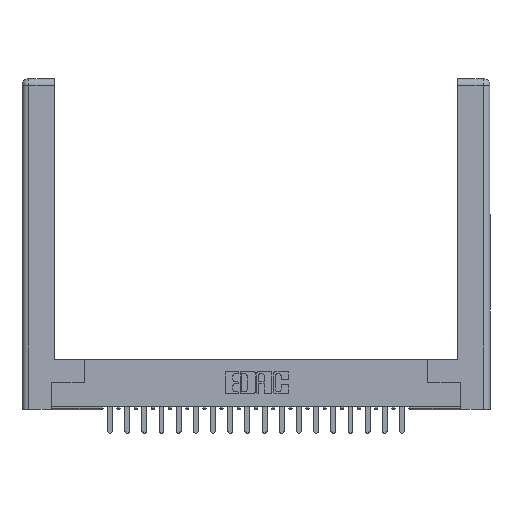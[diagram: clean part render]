
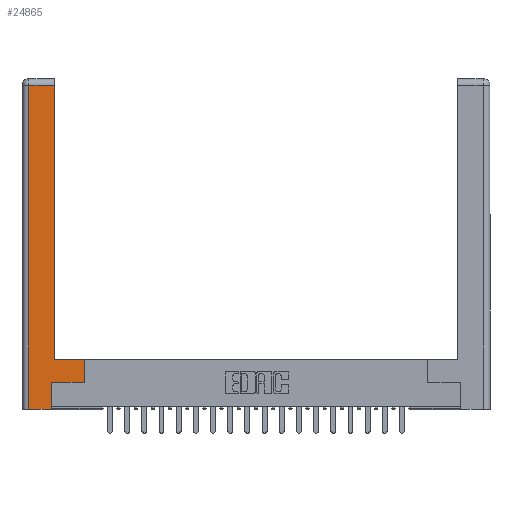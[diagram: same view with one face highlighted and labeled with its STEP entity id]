
A CAD part, top view. The second image highlights one B-rep face of the part: STEP entity #24865.
In plain terms, the highlighted planar face has unit normal (0, 0, 1).
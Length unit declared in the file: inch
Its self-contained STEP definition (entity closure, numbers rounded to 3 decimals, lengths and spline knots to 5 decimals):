
#321 = EDGE_CURVE ( 'NONE', #4947, #9612, #4909, .T. ) ;
#1761 = VECTOR ( 'NONE', #5207, 39.37008 ) ;
#1928 = VECTOR ( 'NONE', #18236, 39.37008 ) ;
#2101 = CARTESIAN_POINT ( 'NONE',  ( 0.265, 0., 0. ) ) ;
#2122 = CARTESIAN_POINT ( 'NONE',  ( 0.0615, 0., 0. ) ) ;
#2976 = LINE ( 'NONE', #4366, #20168 ) ;
#3071 = ORIENTED_EDGE ( 'NONE', *, *, #13145, .T. ) ;
#3261 = AXIS2_PLACEMENT_3D ( 'NONE', #23202, #5823, #9950 ) ;
#3623 = VECTOR ( 'NONE', #4147, 39.37008 ) ;
#3668 = CARTESIAN_POINT ( 'NONE',  ( 0.0615, 2.94, 0. ) ) ;
#4147 = DIRECTION ( 'NONE',  ( -1., 0., 0. ) ) ;
#4366 = CARTESIAN_POINT ( 'NONE',  ( 0.295, 0.45, 0. ) ) ;
#4754 = LINE ( 'NONE', #10761, #1761 ) ;
#4909 = LINE ( 'NONE', #22349, #1928 ) ;
#4947 = VERTEX_POINT ( 'NONE', #2101 ) ;
#5207 = DIRECTION ( 'NONE',  ( 0., 1., 0. ) ) ;
#5252 = VECTOR ( 'NONE', #12702, 39.37008 ) ;
#5697 = VERTEX_POINT ( 'NONE', #14314 ) ;
#5774 = CARTESIAN_POINT ( 'NONE',  ( 0.295, 2.94, 0. ) ) ;
#5823 = DIRECTION ( 'NONE',  ( 0., 0., -1. ) ) ;
#5999 = CARTESIAN_POINT ( 'NONE',  ( 0.265, 0.245, 0. ) ) ;
#6127 = DIRECTION ( 'NONE',  ( -1., 0., 0. ) ) ;
#6235 = ORIENTED_EDGE ( 'NONE', *, *, #19018, .T. ) ;
#6767 = CARTESIAN_POINT ( 'NONE',  ( 0.0615, 2.94, 0. ) ) ;
#7079 = ORIENTED_EDGE ( 'NONE', *, *, #8507, .T. ) ;
#8507 = EDGE_CURVE ( 'NONE', #23175, #18351, #15921, .T. ) ;
#8823 = LINE ( 'NONE', #9698, #13366 ) ;
#9488 = LINE ( 'NONE', #14755, #5252 ) ;
#9612 = VERTEX_POINT ( 'NONE', #5999 ) ;
#9698 = CARTESIAN_POINT ( 'NONE',  ( 0.565, 0.245, 0. ) ) ;
#9950 = DIRECTION ( 'NONE',  ( -1., 0., 0. ) ) ;
#10250 = ORIENTED_EDGE ( 'NONE', *, *, #15748, .T. ) ;
#10361 = ORIENTED_EDGE ( 'NONE', *, *, #15617, .T. ) ;
#10377 = ORIENTED_EDGE ( 'NONE', *, *, #321, .T. ) ;
#10689 = VECTOR ( 'NONE', #12379, 39.37008 ) ;
#10761 = CARTESIAN_POINT ( 'NONE',  ( 0.565, 0.45, 0. ) ) ;
#11492 = DIRECTION ( 'NONE',  ( 1., 0., 0. ) ) ;
#12379 = DIRECTION ( 'NONE',  ( 1., 0., 0. ) ) ;
#12547 = ORIENTED_EDGE ( 'NONE', *, *, #23413, .T. ) ;
#12558 = VECTOR ( 'NONE', #17394, 39.37008 ) ;
#12702 = DIRECTION ( 'NONE',  ( 0., -1., 0. ) ) ;
#13145 = EDGE_CURVE ( 'NONE', #18822, #23175, #2976, .T. ) ;
#13366 = VECTOR ( 'NONE', #11492, 39.37008 ) ;
#13423 = EDGE_CURVE ( 'NONE', #5697, #18822, #4754, .T. ) ;
#14158 = CARTESIAN_POINT ( 'NONE',  ( 0.265, 0., 0. ) ) ;
#14314 = CARTESIAN_POINT ( 'NONE',  ( 0.565, 0.245, 0. ) ) ;
#14755 = CARTESIAN_POINT ( 'NONE',  ( 0.0615, 0., 0. ) ) ;
#15106 = FACE_OUTER_BOUND ( 'NONE', #22424, .T. ) ;
#15617 = EDGE_CURVE ( 'NONE', #17930, #4947, #20638, .T. ) ;
#15748 = EDGE_CURVE ( 'NONE', #18611, #17930, #9488, .T. ) ;
#15921 = LINE ( 'NONE', #21147, #12558 ) ;
#16780 = CARTESIAN_POINT ( 'NONE',  ( 0.565, 0.45, 0. ) ) ;
#17394 = DIRECTION ( 'NONE',  ( 0., 1., 0. ) ) ;
#17428 = PLANE ( 'NONE',  #3261 ) ;
#17930 = VERTEX_POINT ( 'NONE', #2122 ) ;
#18236 = DIRECTION ( 'NONE',  ( 0., 1., 0. ) ) ;
#18351 = VERTEX_POINT ( 'NONE', #5774 ) ;
#18611 = VERTEX_POINT ( 'NONE', #6767 ) ;
#18822 = VERTEX_POINT ( 'NONE', #16780 ) ;
#19018 = EDGE_CURVE ( 'NONE', #18351, #18611, #19881, .T. ) ;
#19881 = LINE ( 'NONE', #3668, #3623 ) ;
#20168 = VECTOR ( 'NONE', #6127, 39.37008 ) ;
#20638 = LINE ( 'NONE', #14158, #10689 ) ;
#21147 = CARTESIAN_POINT ( 'NONE',  ( 0.295, 3., 0. ) ) ;
#22349 = CARTESIAN_POINT ( 'NONE',  ( 0.265, 0.245, 0. ) ) ;
#22424 = EDGE_LOOP ( 'NONE', ( #7079, #6235, #10250, #10361, #10377, #12547, #24084, #3071 ) ) ;
#23175 = VERTEX_POINT ( 'NONE', #24712 ) ;
#23202 = CARTESIAN_POINT ( 'NONE',  ( 0., 0., 0. ) ) ;
#23413 = EDGE_CURVE ( 'NONE', #9612, #5697, #8823, .T. ) ;
#24084 = ORIENTED_EDGE ( 'NONE', *, *, #13423, .T. ) ;
#24712 = CARTESIAN_POINT ( 'NONE',  ( 0.295, 0.45, 0. ) ) ;
#24865 = ADVANCED_FACE ( 'NONE', ( #15106 ), #17428, .F. ) ;
